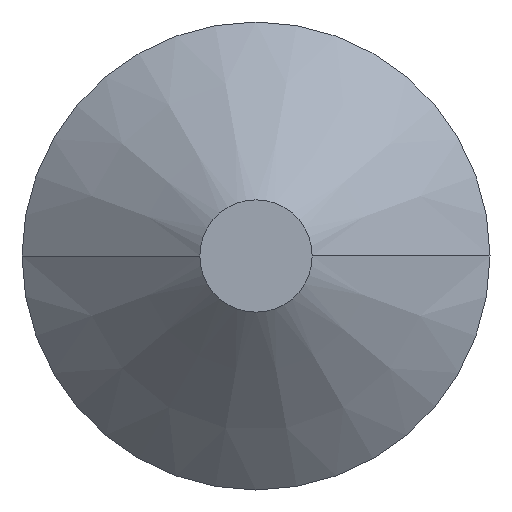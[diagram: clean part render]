
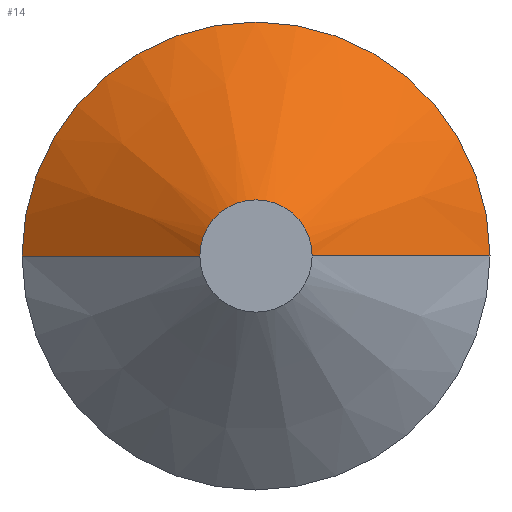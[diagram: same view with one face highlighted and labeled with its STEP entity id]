
A CAD part, front view. The second image highlights one B-rep face of the part: STEP entity #14.
In plain terms, the highlighted conical face has half-angle 50 degrees and reference radius 0.762 mm.
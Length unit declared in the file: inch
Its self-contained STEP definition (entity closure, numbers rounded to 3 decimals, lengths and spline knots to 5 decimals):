
#11 = DIRECTION ( 'NONE',  ( 1., 0., 0. ) ) ;
#14 = ADVANCED_FACE ( 'NONE', ( #211 ), #232, .T. ) ;
#39 = DIRECTION ( 'NONE',  ( 0.766, 0.643, 0. ) ) ;
#55 = EDGE_LOOP ( 'NONE', ( #151, #202, #59, #146 ) ) ;
#59 = ORIENTED_EDGE ( 'NONE', *, *, #172, .T. ) ;
#61 = DIRECTION ( 'NONE',  ( 0., 1., 0. ) ) ;
#72 = VERTEX_POINT ( 'NONE', #218 ) ;
#75 = CARTESIAN_POINT ( 'NONE',  ( 0., 0., 0. ) ) ;
#94 = CARTESIAN_POINT ( 'NONE',  ( 0.03, 0., 0. ) ) ;
#96 = AXIS2_PLACEMENT_3D ( 'NONE', #122, #149, #11 ) ;
#98 = CIRCLE ( 'NONE', #96, 0.125 ) ;
#117 = EDGE_CURVE ( 'NONE', #72, #275, #288, .T. ) ;
#122 = CARTESIAN_POINT ( 'NONE',  ( 0., 0.07971, 0. ) ) ;
#124 = LINE ( 'NONE', #169, #200 ) ;
#126 = DIRECTION ( 'NONE',  ( -0.766, 0.643, 0. ) ) ;
#127 = AXIS2_PLACEMENT_3D ( 'NONE', #75, #292, #173 ) ;
#129 = CARTESIAN_POINT ( 'NONE',  ( -0.125, 0.07971, 0. ) ) ;
#146 = ORIENTED_EDGE ( 'NONE', *, *, #186, .F. ) ;
#149 = DIRECTION ( 'NONE',  ( 0., -1., 0. ) ) ;
#151 = ORIENTED_EDGE ( 'NONE', *, *, #215, .F. ) ;
#156 = DIRECTION ( 'NONE',  ( -1., 0., 0. ) ) ;
#169 = CARTESIAN_POINT ( 'NONE',  ( -0.03, 0., 0. ) ) ;
#172 = EDGE_CURVE ( 'NONE', #275, #234, #98, .T. ) ;
#173 = DIRECTION ( 'NONE',  ( 1., 0., 0. ) ) ;
#180 = CARTESIAN_POINT ( 'NONE',  ( -0.03, 0., 0. ) ) ;
#186 = EDGE_CURVE ( 'NONE', #257, #234, #124, .T. ) ;
#200 = VECTOR ( 'NONE', #126, 39.37008 ) ;
#202 = ORIENTED_EDGE ( 'NONE', *, *, #117, .T. ) ;
#206 = CARTESIAN_POINT ( 'NONE',  ( 0.125, 0.07971, 0. ) ) ;
#211 = FACE_OUTER_BOUND ( 'NONE', #55, .T. ) ;
#212 = AXIS2_PLACEMENT_3D ( 'NONE', #301, #61, #156 ) ;
#215 = EDGE_CURVE ( 'NONE', #72, #257, #269, .T. ) ;
#218 = CARTESIAN_POINT ( 'NONE',  ( 0.03, 0., 0. ) ) ;
#232 = CONICAL_SURFACE ( 'NONE', #212, 0.03, 0.873 ) ;
#234 = VERTEX_POINT ( 'NONE', #129 ) ;
#247 = VECTOR ( 'NONE', #39, 39.37008 ) ;
#257 = VERTEX_POINT ( 'NONE', #180 ) ;
#269 = CIRCLE ( 'NONE', #127, 0.03 ) ;
#275 = VERTEX_POINT ( 'NONE', #206 ) ;
#288 = LINE ( 'NONE', #94, #247 ) ;
#292 = DIRECTION ( 'NONE',  ( 0., -1., 0. ) ) ;
#301 = CARTESIAN_POINT ( 'NONE',  ( 0., 0., 0. ) ) ;
